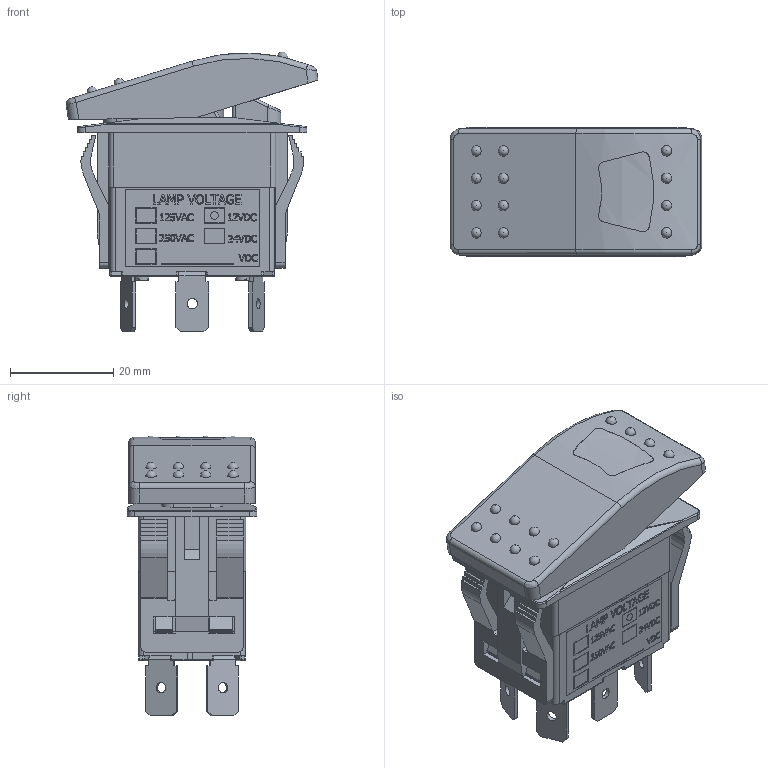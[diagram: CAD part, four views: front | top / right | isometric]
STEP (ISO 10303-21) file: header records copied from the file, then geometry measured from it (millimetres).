
FILE_DESCRIPTION(/* description */ (''),/* implementation_level */ '2;1');
FILE_NAME(/* name */ 'R723FE1-SXXXxx4xNx.stp',/* time_stamp */ '2025-06-02T15:40:19-05:00',/* author */ ('mroman'),/* organization */ (''),/* preprocessor_version */ 'ST-DEVELOPER v18.1',/* originating_system */ 'Autodesk Inventor 2022',/* authorisation */ '');
FILE_SCHEMA (('AUTOMOTIVE_DESIGN { 1 0 10303 214 3 1 1 }'));
Products named in the file (1): R723FE1-SXXXxx4xNx
Bounding box: 48.87 x 25.15 x 54.28 mm (x, y, z)
Volume: 15242.2 mm3; surface area: 18072.1 mm2
Topology: 2 solids, 2 shells, 1704 faces, 4721 edges, 3066 vertices
Faces by surface type: plane 935, cylinder 390, bspline 313, sphere 43, torus 20, cone 3
Full cylindrical faces by diameter (mm): 1 x2, 1.5 x1, 1.9 x1, 2 x14, 2.8 x6, 5 x4, 6.4 x1, 7 x4
Entity records: 57709 total; most frequent: CARTESIAN_POINT 15699, ORIENTED_EDGE 9368, DIRECTION 7676, EDGE_CURVE 4684, VERTEX_POINT 3068, LINE 3024, VECTOR 3024, AXIS2_PLACEMENT_3D 2326
